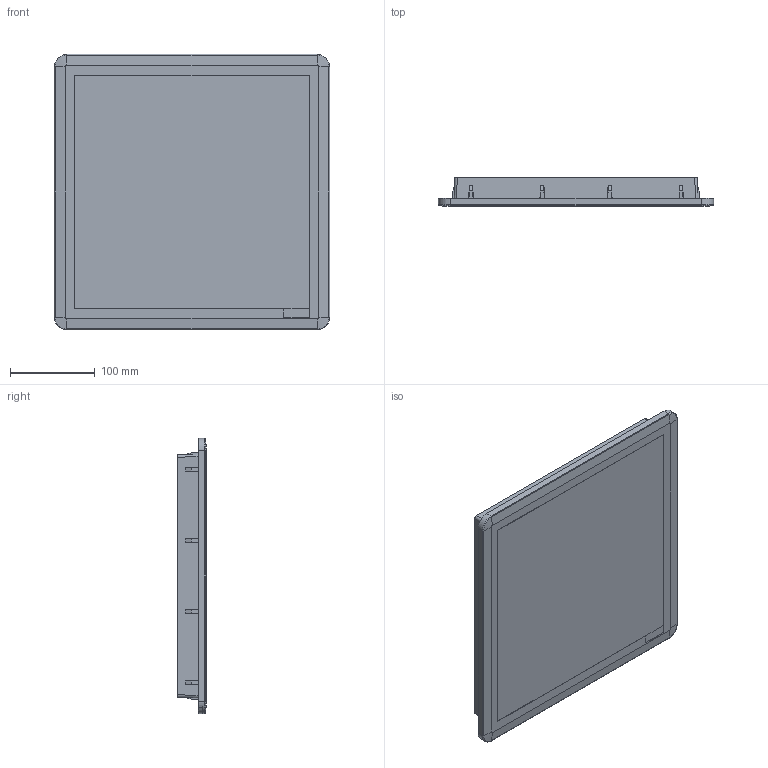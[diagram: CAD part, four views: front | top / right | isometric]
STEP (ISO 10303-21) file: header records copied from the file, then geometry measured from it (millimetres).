
FILE_DESCRIPTION (( 'STEP AP214' ), '1' );
FILE_NAME ('FF20y (p.c.).STEP', '2022-03-04T14:27:57', ( '' ), ( '' ), 'SwSTEP 2.0', 'SolidWorks 2021', '' );
FILE_SCHEMA (( 'AUTOMOTIVE_DESIGN' ));
Length unit declared in the file: inch
Products named in the file (1): FF20y (p.c.)
Bounding box: 325 x 34 x 325 mm (x, y, z)
Volume: 2984311.9 mm3; surface area: 262050.6 mm2
Topology: 1 solids, 1 shells, 309 faces, 1047 edges, 881 vertices
Faces by surface type: plane 245, cylinder 44, bspline 13, cone 7
Entity records: 15325 total; most frequent: CARTESIAN_POINT 7025, ORIENTED_EDGE 2086, EDGE_CURVE 1043, DIRECTION 1012, VERTEX_POINT 881, B_SPLINE_CURVE_WITH_KNOTS 670, EDGE_LOOP 454, AXIS2_PLACEMENT_3D 342
